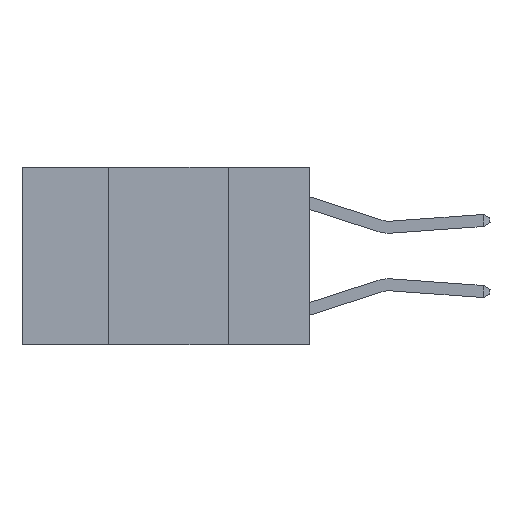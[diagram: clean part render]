
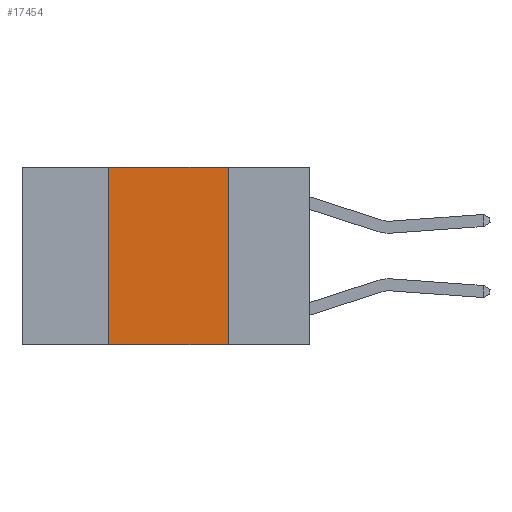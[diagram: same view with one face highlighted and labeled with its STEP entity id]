
A CAD part, left-side view. The second image highlights one B-rep face of the part: STEP entity #17454.
In plain terms, the highlighted planar face has unit normal (-1, 0, 0).
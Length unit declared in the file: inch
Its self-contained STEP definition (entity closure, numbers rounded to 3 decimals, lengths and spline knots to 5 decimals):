
#966 = DIRECTION ( 'NONE',  ( 0., 0., -1. ) ) ;
#1307 = ORIENTED_EDGE ( 'NONE', *, *, #9600, .F. ) ;
#1565 = CARTESIAN_POINT ( 'NONE',  ( 0., 0.6, -0.37 ) ) ;
#2947 = PLANE ( 'NONE',  #15081 ) ;
#3183 = EDGE_CURVE ( 'NONE', #16934, #6479, #15815, .T. ) ;
#3643 = VERTEX_POINT ( 'NONE', #8774 ) ;
#4378 = EDGE_LOOP ( 'NONE', ( #10501, #1307, #10812, #7198 ) ) ;
#5578 = VERTEX_POINT ( 'NONE', #7685 ) ;
#5817 = DIRECTION ( 'NONE',  ( 1., 0., 0. ) ) ;
#6211 = VECTOR ( 'NONE', #9248, 39.37008 ) ;
#6267 = EDGE_CURVE ( 'NONE', #5578, #6479, #14649, .T. ) ;
#6391 = VECTOR ( 'NONE', #966, 39.37008 ) ;
#6479 = VERTEX_POINT ( 'NONE', #16883 ) ;
#7099 = CARTESIAN_POINT ( 'NONE',  ( 0., 0.6, 0. ) ) ;
#7198 = ORIENTED_EDGE ( 'NONE', *, *, #6267, .T. ) ;
#7285 = LINE ( 'NONE', #7099, #10594 ) ;
#7685 = CARTESIAN_POINT ( 'NONE',  ( 0., 0.42, -0.37 ) ) ;
#8774 = CARTESIAN_POINT ( 'NONE',  ( 0., 0.42, 0. ) ) ;
#9142 = DIRECTION ( 'NONE',  ( 0., 0., 1. ) ) ;
#9248 = DIRECTION ( 'NONE',  ( 0., -1., 0. ) ) ;
#9600 = EDGE_CURVE ( 'NONE', #3643, #16934, #7285, .T. ) ;
#10261 = CARTESIAN_POINT ( 'NONE',  ( 0., 0.6, 0. ) ) ;
#10418 = LINE ( 'NONE', #16404, #18766 ) ;
#10501 = ORIENTED_EDGE ( 'NONE', *, *, #3183, .F. ) ;
#10594 = VECTOR ( 'NONE', #17620, 39.37008 ) ;
#10812 = ORIENTED_EDGE ( 'NONE', *, *, #15123, .F. ) ;
#11723 = DIRECTION ( 'NONE',  ( 0., 0., -1. ) ) ;
#14326 = CARTESIAN_POINT ( 'NONE',  ( 0., 0.17, 0. ) ) ;
#14649 = LINE ( 'NONE', #1565, #6211 ) ;
#15081 = AXIS2_PLACEMENT_3D ( 'NONE', #10261, #5817, #11723 ) ;
#15123 = EDGE_CURVE ( 'NONE', #5578, #3643, #10418, .T. ) ;
#15815 = LINE ( 'NONE', #14326, #6391 ) ;
#16404 = CARTESIAN_POINT ( 'NONE',  ( 0., 0.42, 0. ) ) ;
#16883 = CARTESIAN_POINT ( 'NONE',  ( 0., 0.17, -0.37 ) ) ;
#16934 = VERTEX_POINT ( 'NONE', #17921 ) ;
#17454 = ADVANCED_FACE ( 'NONE', ( #17998 ), #2947, .F. ) ;
#17620 = DIRECTION ( 'NONE',  ( 0., -1., 0. ) ) ;
#17921 = CARTESIAN_POINT ( 'NONE',  ( 0., 0.17, 0. ) ) ;
#17998 = FACE_OUTER_BOUND ( 'NONE', #4378, .T. ) ;
#18766 = VECTOR ( 'NONE', #9142, 39.37008 ) ;
